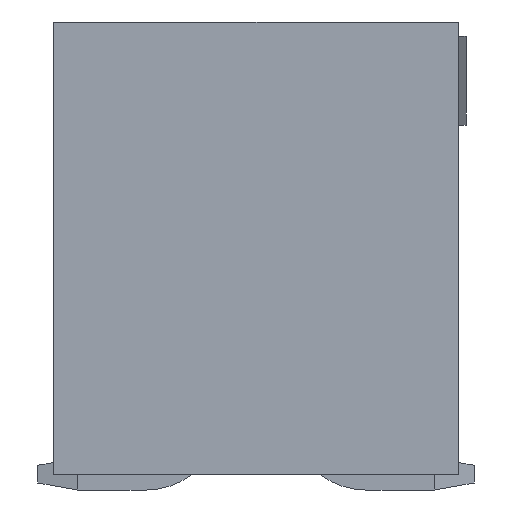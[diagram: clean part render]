
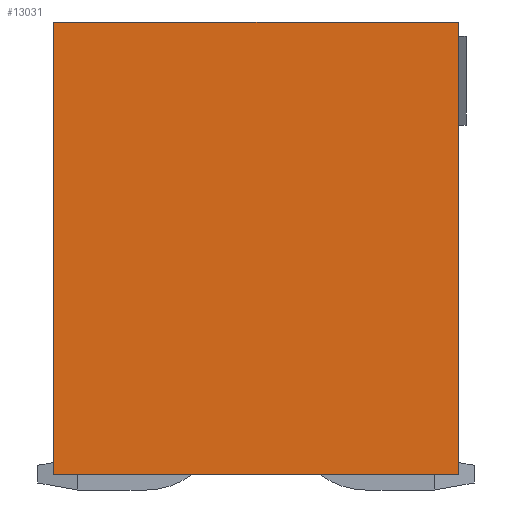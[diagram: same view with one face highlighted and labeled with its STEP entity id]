
A CAD part, left-side view. The second image highlights one B-rep face of the part: STEP entity #13031.
In plain terms, the highlighted planar face has unit normal (-1, 0, 0).
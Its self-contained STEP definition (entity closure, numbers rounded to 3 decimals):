
#11 = DIRECTION ( 'NONE',  ( 0., 0., -1. ) ) ;
#478 = EDGE_CURVE ( 'NONE', #10834, #7293, #10251, .T. ) ;
#534 = DIRECTION ( 'NONE',  ( 0., -1., 0. ) ) ;
#1589 = VECTOR ( 'NONE', #534, 1000. ) ;
#2168 = CARTESIAN_POINT ( 'NONE',  ( 0., 5.1, 0. ) ) ;
#2719 = ORIENTED_EDGE ( 'NONE', *, *, #478, .F. ) ;
#2778 = FACE_OUTER_BOUND ( 'NONE', #2902, .T. ) ;
#2813 = VERTEX_POINT ( 'NONE', #8723 ) ;
#2902 = EDGE_LOOP ( 'NONE', ( #10496, #3933, #2719, #10837 ) ) ;
#3108 = LINE ( 'NONE', #9302, #10227 ) ;
#3755 = DIRECTION ( 'NONE',  ( 1., 0., 0. ) ) ;
#3933 = ORIENTED_EDGE ( 'NONE', *, *, #13312, .F. ) ;
#3997 = CARTESIAN_POINT ( 'NONE',  ( 0., 0., 5.7 ) ) ;
#4627 = VECTOR ( 'NONE', #5972, 1000. ) ;
#4634 = EDGE_CURVE ( 'NONE', #11901, #2813, #4701, .T. ) ;
#4701 = LINE ( 'NONE', #4844, #1589 ) ;
#4844 = CARTESIAN_POINT ( 'NONE',  ( 0., 0., 0. ) ) ;
#5090 = VECTOR ( 'NONE', #7111, 1000. ) ;
#5972 = DIRECTION ( 'NONE',  ( 0., 0., -1. ) ) ;
#6784 = LINE ( 'NONE', #11142, #4627 ) ;
#7111 = DIRECTION ( 'NONE',  ( 0., -1., 0. ) ) ;
#7134 = EDGE_CURVE ( 'NONE', #10834, #11901, #3108, .T. ) ;
#7293 = VERTEX_POINT ( 'NONE', #11595 ) ;
#7813 = DIRECTION ( 'NONE',  ( 0., 0., -1. ) ) ;
#8723 = CARTESIAN_POINT ( 'NONE',  ( 0., 0., 0. ) ) ;
#8889 = CARTESIAN_POINT ( 'NONE',  ( 0., 5.1, 5.7 ) ) ;
#8933 = AXIS2_PLACEMENT_3D ( 'NONE', #11156, #3755, #7813 ) ;
#8968 = PLANE ( 'NONE',  #8933 ) ;
#9302 = CARTESIAN_POINT ( 'NONE',  ( 0., 5.1, 5.7 ) ) ;
#10227 = VECTOR ( 'NONE', #11, 1000. ) ;
#10251 = LINE ( 'NONE', #3997, #5090 ) ;
#10496 = ORIENTED_EDGE ( 'NONE', *, *, #4634, .T. ) ;
#10834 = VERTEX_POINT ( 'NONE', #8889 ) ;
#10837 = ORIENTED_EDGE ( 'NONE', *, *, #7134, .T. ) ;
#11142 = CARTESIAN_POINT ( 'NONE',  ( 0., 0., 5.7 ) ) ;
#11156 = CARTESIAN_POINT ( 'NONE',  ( 0., 0., 5.7 ) ) ;
#11595 = CARTESIAN_POINT ( 'NONE',  ( 0., 0., 5.7 ) ) ;
#11901 = VERTEX_POINT ( 'NONE', #2168 ) ;
#13031 = ADVANCED_FACE ( 'NONE', ( #2778 ), #8968, .F. ) ;
#13312 = EDGE_CURVE ( 'NONE', #7293, #2813, #6784, .T. ) ;
